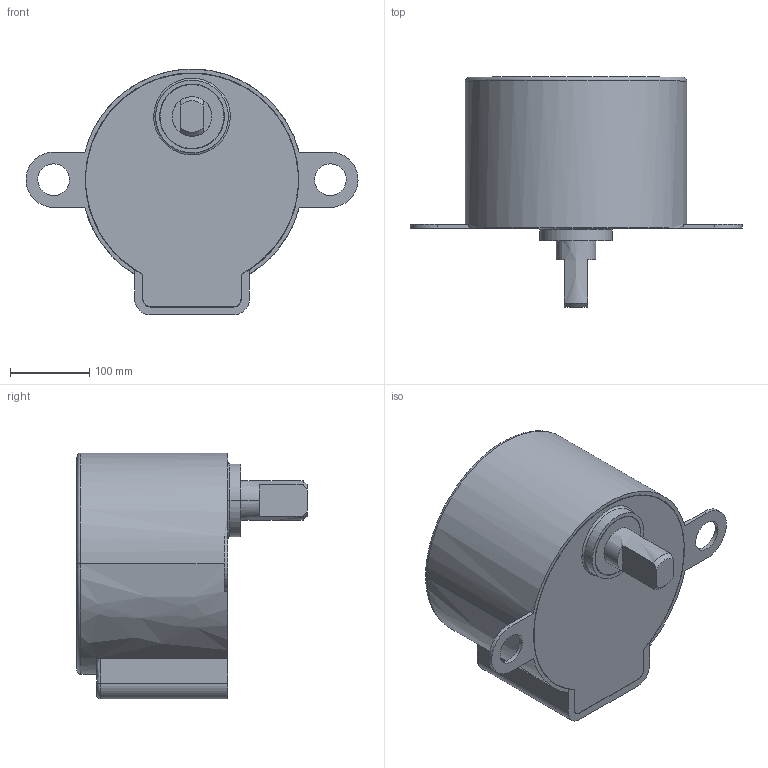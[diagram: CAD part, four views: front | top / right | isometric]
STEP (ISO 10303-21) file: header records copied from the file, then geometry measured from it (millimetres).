
FILE_DESCRIPTION(/* description */ (''),/* implementation_level */ '2;1');
FILE_NAME(/* name */ 'E-TKT_025-electronic_external models_28BYJ-48 - 5V by Pablo Galarce',/* time_stamp */ '2023-04-19T19:28:22-03:00',/* author */ (''),/* organization */ (''),/* preprocessor_version */ 'ST-DEVELOPER v16.5',/* originating_system */ '',/* authorisation */ '');
FILE_SCHEMA (('AUTOMOTIVE_DESIGN'));
Length unit declared in the file: centimetre
Products named in the file (1): Document
Bounding box: 419.98 x 291 x 310.96 mm (x, y, z)
Volume: 12915697.4 mm3; surface area: 415165.3 mm2
Topology: 3 solids, 3 shells, 77 faces, 191 edges, 124 vertices
Faces by surface type: bspline 39, plane 38
Entity records: 2345 total; most frequent: CARTESIAN_POINT 1126, ORIENTED_EDGE 382, EDGE_CURVE 191, VERTEX_POINT 124, B_SPLINE_CURVE_WITH_KNOTS 105, EDGE_LOOP 85, ADVANCED_FACE 77, FACE_OUTER_BOUND 77
